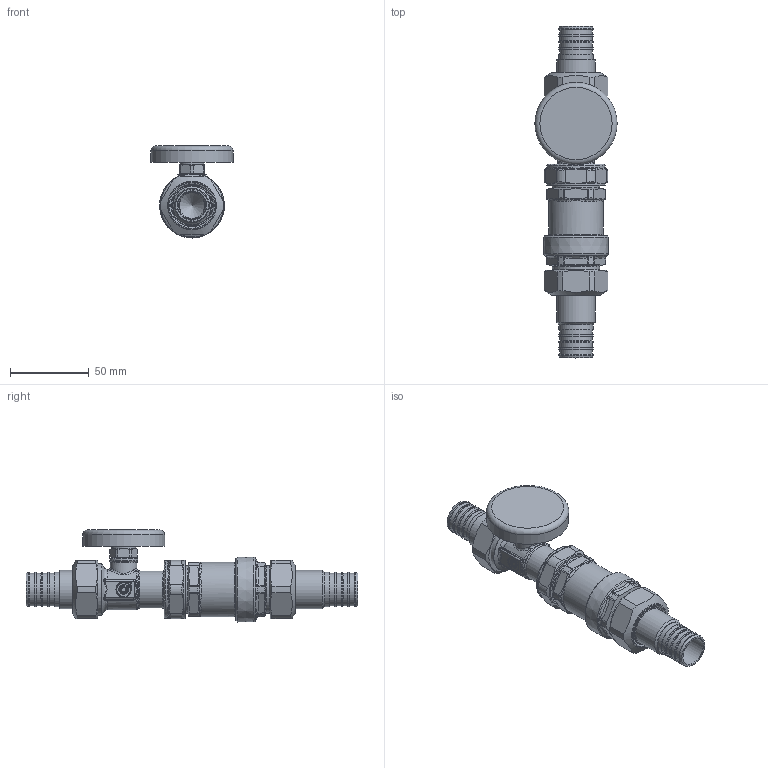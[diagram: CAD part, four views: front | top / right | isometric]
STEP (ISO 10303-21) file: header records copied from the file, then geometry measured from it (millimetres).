
FILE_DESCRIPTION(/* description */ (''),/* implementation_level */ '2;1');
FILE_NAME(/* name */ '127165AFC_Simplify_1.stp',/* time_stamp */ '2025-07-24T15:52:50-05:00',/* author */ ('ischreiner'),/* organization */ (''),/* preprocessor_version */ 'ST-DEVELOPER v20',/* originating_system */ 'Autodesk Inventor 2025',/* authorisation */ '');
FILE_SCHEMA (('AUTOMOTIVE_DESIGN { 1 0 10303 214 3 1 1 }'));
Length unit declared in the file: inch
Products named in the file (1): 127165AFC_Simplify_1
Bounding box: 52.32 x 211.31 x 58.6 mm (x, y, z)
Volume: 115143.2 mm3; surface area: 55624.6 mm2
Topology: 6 solids, 6 shells, 800 faces, 1836 edges, 1037 vertices
Faces by surface type: cylinder 236, bspline 172, plane 150, torus 107, cone 97, sphere 38
Full cylindrical faces by diameter (mm): 15.24 x1, 15.875 x1, 16.256 x1, 17 x1, 18 x1, 18.161 x2, 19.812 x1, 20.091 x2, 20.574 x1, 20.6 x1, 20.701 x8, 21 x2, 21.742 x10, 22 x1, 23.5 x1, 24 x1, 24.1 x2, 24.384 x2, 25 x2, 26.416 x2, 26.924 x2, 28.3 x2, 28.5 x1, 28.6 x1, 29.6 x1, 29.972 x2, 30 x4, 30.2 x1, 30.302 x2, 30.4 x1
Entity records: 33325 total; most frequent: CARTESIAN_POINT 15465, ORIENTED_EDGE 3562, DIRECTION 3541, EDGE_CURVE 1781, AXIS2_PLACEMENT_3D 1536, VERTEX_POINT 1037, EDGE_LOOP 858, STYLED_ITEM 806
